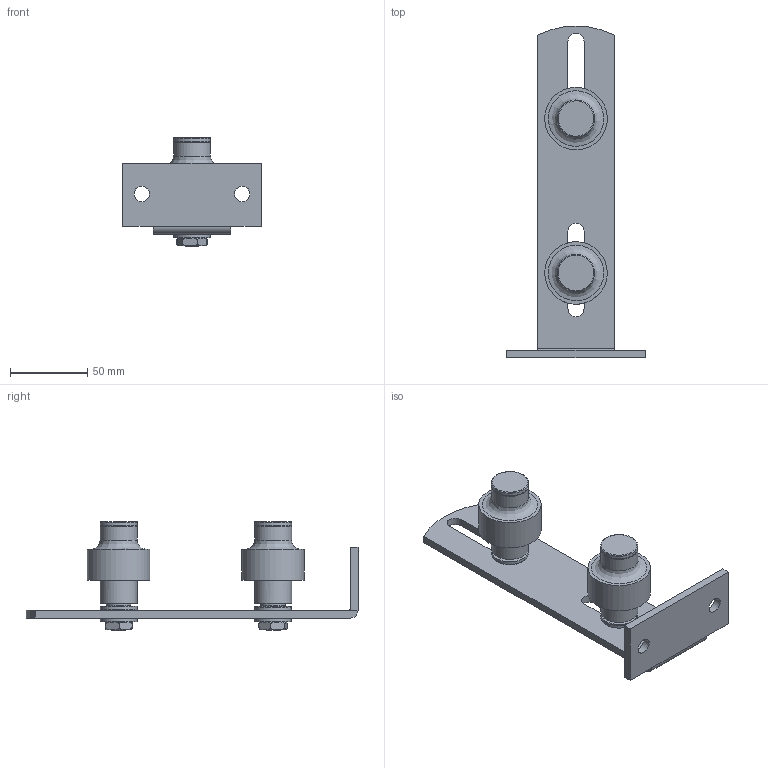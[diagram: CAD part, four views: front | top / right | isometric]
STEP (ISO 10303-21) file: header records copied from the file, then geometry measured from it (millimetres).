
FILE_DESCRIPTION((''),'2;1');
FILE_NAME('1092V.stp','2007-06-06T14:58:44',('DIDIERR'),(''),'Autodesk Inventor 2008','Autodesk Inventor 2008','');
FILE_SCHEMA(('AUTOMOTIVE_DESIGN { 1 0 10303 214 1 1 1 1 }'));
Length unit declared in the file: millimetre
Products named in the file (6): 1092V; 1092V_a; 1092V_b; 1092V_c; rondelle; ecrou M10
Assembly tree (11 placements, depth 2):
  1092V
    1092V_a
    1092V_b  x2
    1092V_c  x2
    rondelle  x4
    ecrou M10  x2
Bounding box: 90 x 215 x 70.5 mm (x, y, z)
Volume: 138654.5 mm3; surface area: 70985.2 mm2
Topology: 11 solids, 11 shells, 158 faces, 366 edges, 240 vertices
Faces by surface type: plane 93, cylinder 43, torus 14, bspline 6, cone 2
Full cylindrical faces by diameter (mm): 10 x2, 11.8 x2, 13.2 x4, 16 x2, 17 x2, 23.8 x4, 24 x6, 40.5 x2
Entity records: 3286 total; most frequent: CARTESIAN_POINT 1122, DIRECTION 438, ORIENTED_EDGE 362, EDGE_CURVE 181, AXIS2_PLACEMENT_3D 170, VERTEX_POINT 131, EDGE_LOOP 126, VECTOR 98
